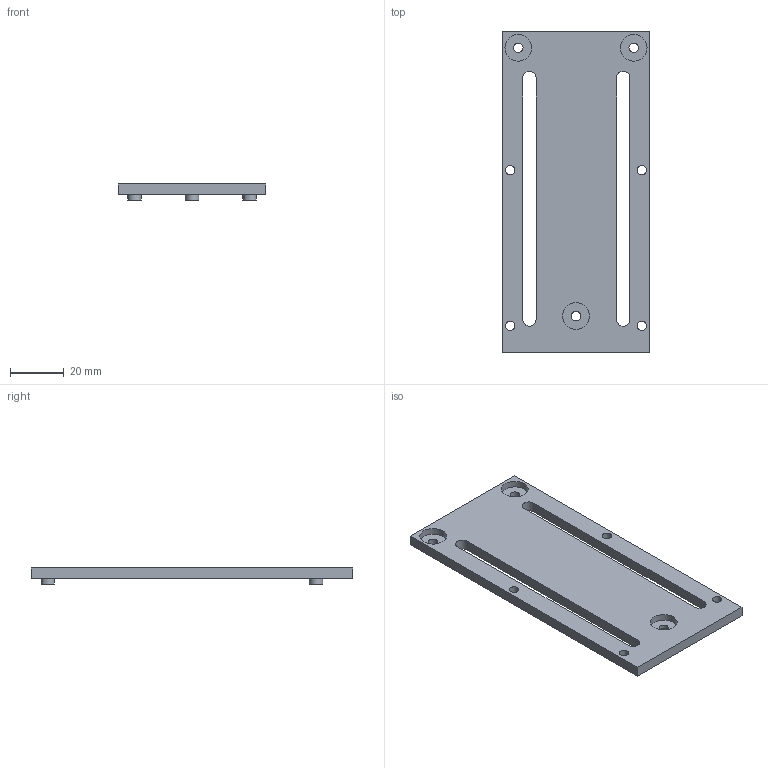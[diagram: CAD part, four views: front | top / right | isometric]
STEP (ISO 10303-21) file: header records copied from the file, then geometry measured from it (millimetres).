
FILE_DESCRIPTION( ( '' ), ' ' );
FILE_NAME( '584eeb804770cf104835ef44.step', '2016-12-12T18:25:06', ( '' ), ( '' ), ' ', ' ', ' ' );
FILE_SCHEMA( ( 'AUTOMOTIVE_DESIGN { 1 0 10303 214 1 1 1 1 }' ) );
Length unit declared in the file: metre
Products named in the file (1): Part 1
Bounding box: 55 x 120 x 6 mm (x, y, z)
Volume: 21916.7 mm3; surface area: 14773.7 mm2
Topology: 1 solids, 1 shells, 35 faces, 81 edges, 54 vertices
Faces by surface type: cylinder 18, plane 17
Full cylindrical faces by diameter (mm): 3.5 x7, 5 x3, 10 x3
Entity records: 1270 total; most frequent: DIRECTION 176, CARTESIAN_POINT 156, ORIENTED_EDGE 134, AXIS2_PLACEMENT_3D 73, EDGE_LOOP 72, EDGE_CURVE 67, VERTEX_POINT 53, FACE_OUTER_BOUND 48
